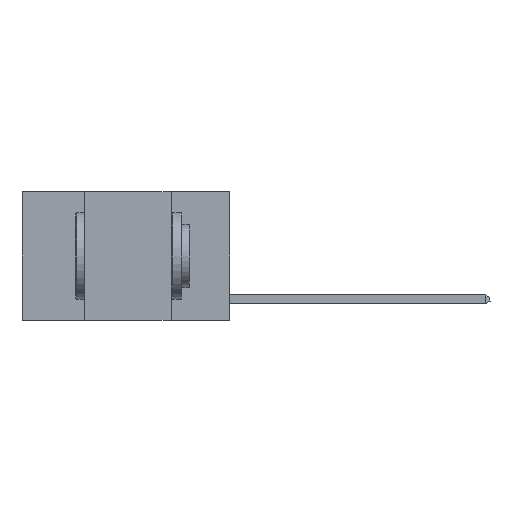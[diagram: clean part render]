
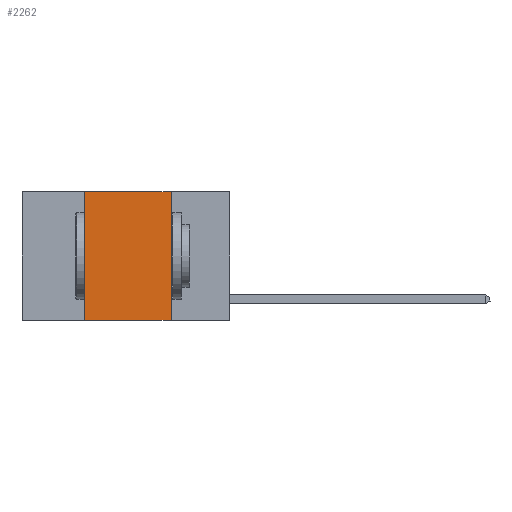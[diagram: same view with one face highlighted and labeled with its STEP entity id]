
A CAD part, left-side view. The second image highlights one B-rep face of the part: STEP entity #2262.
In plain terms, the highlighted planar face has unit normal (-1, 0, 0).
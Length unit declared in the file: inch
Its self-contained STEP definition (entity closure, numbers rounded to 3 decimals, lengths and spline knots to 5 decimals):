
#285 = PLANE ( 'NONE',  #1841 ) ;
#338 = CARTESIAN_POINT ( 'NONE',  ( 0., 0.6, 0. ) ) ;
#1137 = ORIENTED_EDGE ( 'NONE', *, *, #2780, .T. ) ;
#1616 = DIRECTION ( 'NONE',  ( 0., -1., 0. ) ) ;
#1690 = EDGE_CURVE ( 'NONE', #8904, #9517, #8974, .T. ) ;
#1841 = AXIS2_PLACEMENT_3D ( 'NONE', #8132, #8293, #9377 ) ;
#2262 = ADVANCED_FACE ( 'NONE', ( #3161 ), #285, .F. ) ;
#2780 = EDGE_CURVE ( 'NONE', #5350, #9517, #15557, .T. ) ;
#3161 = FACE_OUTER_BOUND ( 'NONE', #14661, .T. ) ;
#3316 = VECTOR ( 'NONE', #13433, 39.37008 ) ;
#3687 = CARTESIAN_POINT ( 'NONE',  ( 0., 0.42, -0.37 ) ) ;
#4270 = CARTESIAN_POINT ( 'NONE',  ( 0., 0.17, -0.37 ) ) ;
#5350 = VERTEX_POINT ( 'NONE', #3687 ) ;
#5413 = CARTESIAN_POINT ( 'NONE',  ( 0., 0.6, -0.37 ) ) ;
#5497 = ORIENTED_EDGE ( 'NONE', *, *, #9699, .F. ) ;
#6067 = CARTESIAN_POINT ( 'NONE',  ( 0., 0.17, 0. ) ) ;
#6353 = ORIENTED_EDGE ( 'NONE', *, *, #1690, .F. ) ;
#6902 = LINE ( 'NONE', #338, #3316 ) ;
#8132 = CARTESIAN_POINT ( 'NONE',  ( 0., 0.6, 0. ) ) ;
#8293 = DIRECTION ( 'NONE',  ( 1., 0., 0. ) ) ;
#8777 = DIRECTION ( 'NONE',  ( 0., 0., 1. ) ) ;
#8904 = VERTEX_POINT ( 'NONE', #6067 ) ;
#8974 = LINE ( 'NONE', #10326, #14080 ) ;
#9377 = DIRECTION ( 'NONE',  ( 0., 0., -1. ) ) ;
#9517 = VERTEX_POINT ( 'NONE', #4270 ) ;
#9688 = CARTESIAN_POINT ( 'NONE',  ( 0., 0.42, 0. ) ) ;
#9699 = EDGE_CURVE ( 'NONE', #5350, #9965, #12632, .T. ) ;
#9965 = VERTEX_POINT ( 'NONE', #9688 ) ;
#10326 = CARTESIAN_POINT ( 'NONE',  ( 0., 0.17, 0. ) ) ;
#10892 = VECTOR ( 'NONE', #1616, 39.37008 ) ;
#11837 = VECTOR ( 'NONE', #8777, 39.37008 ) ;
#11863 = ORIENTED_EDGE ( 'NONE', *, *, #12372, .F. ) ;
#12372 = EDGE_CURVE ( 'NONE', #9965, #8904, #6902, .T. ) ;
#12632 = LINE ( 'NONE', #16567, #11837 ) ;
#13433 = DIRECTION ( 'NONE',  ( 0., -1., 0. ) ) ;
#14080 = VECTOR ( 'NONE', #16609, 39.37008 ) ;
#14661 = EDGE_LOOP ( 'NONE', ( #6353, #11863, #5497, #1137 ) ) ;
#15557 = LINE ( 'NONE', #5413, #10892 ) ;
#16567 = CARTESIAN_POINT ( 'NONE',  ( 0., 0.42, 0. ) ) ;
#16609 = DIRECTION ( 'NONE',  ( 0., 0., -1. ) ) ;
